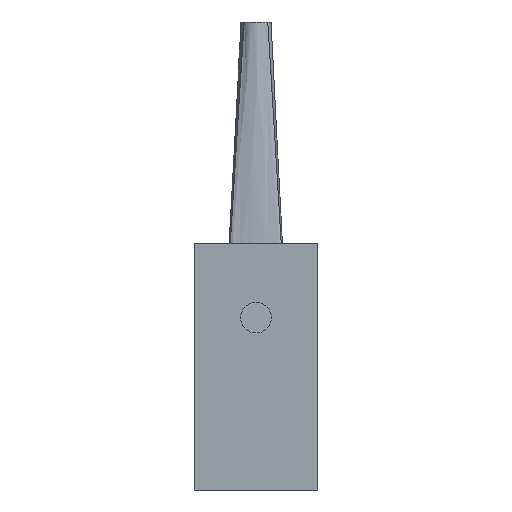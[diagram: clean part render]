
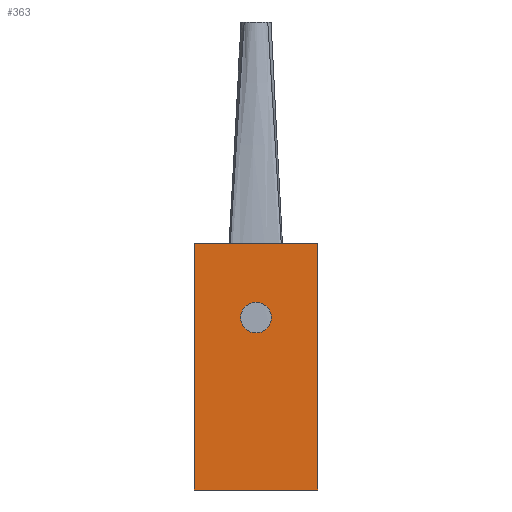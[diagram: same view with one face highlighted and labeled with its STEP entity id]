
A CAD part, left-side view. The second image highlights one B-rep face of the part: STEP entity #363.
In plain terms, the highlighted planar face has unit normal (-1, 0, 0).
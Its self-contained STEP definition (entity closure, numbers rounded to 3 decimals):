
#21=FACE_BOUND('',#94,.T.);
#27=CIRCLE('',#389,1.25);
#68=FACE_OUTER_BOUND('',#93,.T.);
#93=EDGE_LOOP('',(#326,#327,#328,#329));
#94=EDGE_LOOP('',(#330));
#115=LINE('',#878,#146);
#120=LINE('',#887,#151);
#122=LINE('',#891,#153);
#125=LINE('',#895,#156);
#146=VECTOR('',#444,10.);
#151=VECTOR('',#451,10.);
#153=VECTOR('',#455,10.);
#156=VECTOR('',#460,10.);
#180=VERTEX_POINT('',#872);
#181=VERTEX_POINT('',#876);
#182=VERTEX_POINT('',#877);
#185=VERTEX_POINT('',#885);
#186=VERTEX_POINT('',#890);
#223=EDGE_CURVE('',#180,#180,#27,.T.);
#224=EDGE_CURVE('',#181,#182,#115,.T.);
#229=EDGE_CURVE('',#185,#181,#120,.T.);
#231=EDGE_CURVE('',#186,#185,#122,.T.);
#234=EDGE_CURVE('',#182,#186,#125,.T.);
#326=ORIENTED_EDGE('',*,*,#234,.F.);
#327=ORIENTED_EDGE('',*,*,#224,.F.);
#328=ORIENTED_EDGE('',*,*,#229,.F.);
#329=ORIENTED_EDGE('',*,*,#231,.F.);
#330=ORIENTED_EDGE('',*,*,#223,.F.);
#341=PLANE('',#395);
#363=ADVANCED_FACE('',(#68,#21),#341,.F.);
#389=AXIS2_PLACEMENT_3D('',#874,#440,#441);
#395=AXIS2_PLACEMENT_3D('',#897,#463,#464);
#440=DIRECTION('center_axis',(-1.,0.,0.));
#441=DIRECTION('ref_axis',(0.,1.,0.));
#444=DIRECTION('',(0.,-1.,0.));
#451=DIRECTION('',(0.,0.,1.));
#455=DIRECTION('',(0.,1.,0.));
#460=DIRECTION('',(0.,0.,-1.));
#463=DIRECTION('center_axis',(1.,0.,0.));
#464=DIRECTION('ref_axis',(0.,1.,0.));
#872=CARTESIAN_POINT('',(0.,3.75,14.));
#874=CARTESIAN_POINT('Origin',(0.,5.,14.));
#876=CARTESIAN_POINT('',(0.,10.,20.));
#877=CARTESIAN_POINT('',(0.,0.,20.));
#878=CARTESIAN_POINT('',(0.,10.,20.));
#885=CARTESIAN_POINT('',(0.,10.,0.));
#887=CARTESIAN_POINT('',(0.,10.,0.));
#890=CARTESIAN_POINT('',(0.,0.,0.));
#891=CARTESIAN_POINT('',(0.,0.,0.));
#895=CARTESIAN_POINT('',(0.,0.,20.));
#897=CARTESIAN_POINT('Origin',(0.,5.,10.));
